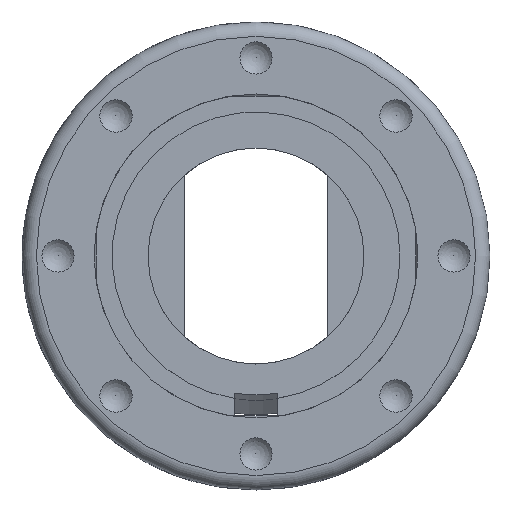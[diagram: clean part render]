
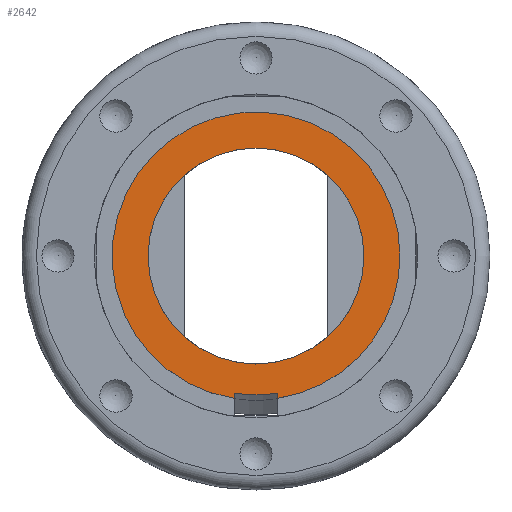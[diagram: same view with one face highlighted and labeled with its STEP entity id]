
A CAD part, top view. The second image highlights one B-rep face of the part: STEP entity #2642.
In plain terms, the highlighted planar face has unit normal (0, 0, 1).
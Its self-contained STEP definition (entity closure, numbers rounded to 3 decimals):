
#516 = CYLINDRICAL_SURFACE('',#517,15.);
#517 = AXIS2_PLACEMENT_3D('',#518,#519,#520);
#518 = CARTESIAN_POINT('',(0.,0.,-9.5)
  );
#519 = DIRECTION('',(0.,0.,1.));
#520 = DIRECTION('',(0.,1.,0.));
#1579 = VERTEX_POINT('',#1580);
#1580 = CARTESIAN_POINT('',(0.,15.,-2.));
#1601 = EDGE_CURVE('',#1579,#1579,#1602,.T.);
#1602 = SURFACE_CURVE('',#1603,(#1608,#1615),.PCURVE_S1.);
#1603 = CIRCLE('',#1604,15.);
#1604 = AXIS2_PLACEMENT_3D('',#1605,#1606,#1607);
#1605 = CARTESIAN_POINT('',(0.,0.,-2.)
  );
#1606 = DIRECTION('',(0.,0.,1.));
#1607 = DIRECTION('',(0.,1.,0.));
#1608 = PCURVE('',#516,#1609);
#1609 = DEFINITIONAL_REPRESENTATION('',(#1610),#1614);
#1610 = LINE('',#1611,#1612);
#1611 = CARTESIAN_POINT('',(-6.283,7.5));
#1612 = VECTOR('',#1613,1.);
#1613 = DIRECTION('',(1.,-0.));
#1614 = ( GEOMETRIC_REPRESENTATION_CONTEXT(2) 
PARAMETRIC_REPRESENTATION_CONTEXT() REPRESENTATION_CONTEXT('2D SPACE',''
  ) );
#1615 = PCURVE('',#1616,#1621);
#1616 = PLANE('',#1617);
#1617 = AXIS2_PLACEMENT_3D('',#1618,#1619,#1620);
#1618 = CARTESIAN_POINT('',(0.,0.,-2.));
#1619 = DIRECTION('',(0.,0.,1.));
#1620 = DIRECTION('',(0.,1.,0.));
#1621 = DEFINITIONAL_REPRESENTATION('',(#1622),#1626);
#1622 = CIRCLE('',#1623,15.);
#1623 = AXIS2_PLACEMENT_2D('',#1624,#1625);
#1624 = CARTESIAN_POINT('',(0.,0.));
#1625 = DIRECTION('',(1.,0.));
#1626 = ( GEOMETRIC_REPRESENTATION_CONTEXT(2) 
PARAMETRIC_REPRESENTATION_CONTEXT() REPRESENTATION_CONTEXT('2D SPACE',''
  ) );
#2515 = CYLINDRICAL_SURFACE('',#2516,20.);
#2516 = AXIS2_PLACEMENT_3D('',#2517,#2518,#2519);
#2517 = CARTESIAN_POINT('',(0.,0.,-2.)
  );
#2518 = DIRECTION('',(0.,0.,1.));
#2519 = DIRECTION('',(1.,0.,0.));
#2542 = CYLINDRICAL_SURFACE('',#2543,20.);
#2543 = AXIS2_PLACEMENT_3D('',#2544,#2545,#2546);
#2544 = CARTESIAN_POINT('',(0.,0.,-2.)
  );
#2545 = DIRECTION('',(0.,0.,1.));
#2546 = DIRECTION('',(1.,0.,0.));
#2642 = ADVANCED_FACE('',(#2643,#2777),#1616,.T.);
#2643 = FACE_BOUND('',#2644,.T.);
#2644 = EDGE_LOOP('',(#2645,#2671,#2695,#2721,#2753));
#2645 = ORIENTED_EDGE('',*,*,#2646,.T.);
#2646 = EDGE_CURVE('',#2647,#2649,#2651,.T.);
#2647 = VERTEX_POINT('',#2648);
#2648 = CARTESIAN_POINT('',(3.,-19.774,-2.));
#2649 = VERTEX_POINT('',#2650);
#2650 = CARTESIAN_POINT('',(20.,0.,-2.));
#2651 = SURFACE_CURVE('',#2652,(#2657,#2664),.PCURVE_S1.);
#2652 = CIRCLE('',#2653,20.);
#2653 = AXIS2_PLACEMENT_3D('',#2654,#2655,#2656);
#2654 = CARTESIAN_POINT('',(0.,0.,-2.)
  );
#2655 = DIRECTION('',(0.,0.,1.));
#2656 = DIRECTION('',(1.,0.,0.));
#2657 = PCURVE('',#1616,#2658);
#2658 = DEFINITIONAL_REPRESENTATION('',(#2659),#2663);
#2659 = CIRCLE('',#2660,20.);
#2660 = AXIS2_PLACEMENT_2D('',#2661,#2662);
#2661 = CARTESIAN_POINT('',(0.,0.));
#2662 = DIRECTION('',(0.,-1.));
#2663 = ( GEOMETRIC_REPRESENTATION_CONTEXT(2) 
PARAMETRIC_REPRESENTATION_CONTEXT() REPRESENTATION_CONTEXT('2D SPACE',''
  ) );
#2664 = PCURVE('',#2542,#2665);
#2665 = DEFINITIONAL_REPRESENTATION('',(#2666),#2670);
#2666 = LINE('',#2667,#2668);
#2667 = CARTESIAN_POINT('',(0.,0.));
#2668 = VECTOR('',#2669,1.);
#2669 = DIRECTION('',(1.,0.));
#2670 = ( GEOMETRIC_REPRESENTATION_CONTEXT(2) 
PARAMETRIC_REPRESENTATION_CONTEXT() REPRESENTATION_CONTEXT('2D SPACE',''
  ) );
#2671 = ORIENTED_EDGE('',*,*,#2672,.T.);
#2672 = EDGE_CURVE('',#2649,#2673,#2675,.T.);
#2673 = VERTEX_POINT('',#2674);
#2674 = CARTESIAN_POINT('',(-3.,-19.774,-2.));
#2675 = SURFACE_CURVE('',#2676,(#2681,#2688),.PCURVE_S1.);
#2676 = CIRCLE('',#2677,20.);
#2677 = AXIS2_PLACEMENT_3D('',#2678,#2679,#2680);
#2678 = CARTESIAN_POINT('',(0.,0.,-2.)
  );
#2679 = DIRECTION('',(0.,0.,1.));
#2680 = DIRECTION('',(1.,0.,0.));
#2681 = PCURVE('',#1616,#2682);
#2682 = DEFINITIONAL_REPRESENTATION('',(#2683),#2687);
#2683 = CIRCLE('',#2684,20.);
#2684 = AXIS2_PLACEMENT_2D('',#2685,#2686);
#2685 = CARTESIAN_POINT('',(0.,0.));
#2686 = DIRECTION('',(0.,-1.));
#2687 = ( GEOMETRIC_REPRESENTATION_CONTEXT(2) 
PARAMETRIC_REPRESENTATION_CONTEXT() REPRESENTATION_CONTEXT('2D SPACE',''
  ) );
#2688 = PCURVE('',#2515,#2689);
#2689 = DEFINITIONAL_REPRESENTATION('',(#2690),#2694);
#2690 = LINE('',#2691,#2692);
#2691 = CARTESIAN_POINT('',(0.,0.));
#2692 = VECTOR('',#2693,1.);
#2693 = DIRECTION('',(1.,0.));
#2694 = ( GEOMETRIC_REPRESENTATION_CONTEXT(2) 
PARAMETRIC_REPRESENTATION_CONTEXT() REPRESENTATION_CONTEXT('2D SPACE',''
  ) );
#2695 = ORIENTED_EDGE('',*,*,#2696,.T.);
#2696 = EDGE_CURVE('',#2673,#2697,#2699,.T.);
#2697 = VERTEX_POINT('',#2698);
#2698 = CARTESIAN_POINT('',(-3.,-19.046,-2.));
#2699 = SURFACE_CURVE('',#2700,(#2704,#2710),.PCURVE_S1.);
#2700 = LINE('',#2701,#2702);
#2701 = CARTESIAN_POINT('',(-3.,-9.845,-2.));
#2702 = VECTOR('',#2703,1.);
#2703 = DIRECTION('',(0.,1.,0.));
#2704 = PCURVE('',#1616,#2705);
#2705 = DEFINITIONAL_REPRESENTATION('',(#2706),#2709);
#2706 = B_SPLINE_CURVE_WITH_KNOTS('',1,(#2707,#2708),.UNSPECIFIED.,.F.,
  .F.,(2,2),(-10.155,-9.2),.PIECEWISE_BEZIER_KNOTS.);
#2707 = CARTESIAN_POINT('',(-20.,3.));
#2708 = CARTESIAN_POINT('',(-19.046,3.));
#2709 = ( GEOMETRIC_REPRESENTATION_CONTEXT(2) 
PARAMETRIC_REPRESENTATION_CONTEXT() REPRESENTATION_CONTEXT('2D SPACE',''
  ) );
#2710 = PCURVE('',#2711,#2716);
#2711 = PLANE('',#2712);
#2712 = AXIS2_PLACEMENT_3D('',#2713,#2714,#2715);
#2713 = CARTESIAN_POINT('',(-3.,-19.691,3.167));
#2714 = DIRECTION('',(1.,0.,0.));
#2715 = DIRECTION('',(0.,0.94,-0.342)
  );
#2716 = DEFINITIONAL_REPRESENTATION('',(#2717),#2720);
#2717 = B_SPLINE_CURVE_WITH_KNOTS('',1,(#2718,#2719),.UNSPECIFIED.,.F.,
  .F.,(2,2),(-10.155,-9.2),.PIECEWISE_BEZIER_KNOTS.);
#2718 = CARTESIAN_POINT('',(1.476,-4.961));
#2719 = CARTESIAN_POINT('',(2.373,-4.635));
#2720 = ( GEOMETRIC_REPRESENTATION_CONTEXT(2) 
PARAMETRIC_REPRESENTATION_CONTEXT() REPRESENTATION_CONTEXT('2D SPACE',''
  ) );
#2721 = ORIENTED_EDGE('',*,*,#2722,.T.);
#2722 = EDGE_CURVE('',#2697,#2723,#2725,.T.);
#2723 = VERTEX_POINT('',#2724);
#2724 = CARTESIAN_POINT('',(3.,-19.046,-2.));
#2725 = SURFACE_CURVE('',#2726,(#2731,#2738),.PCURVE_S1.);
#2726 = ELLIPSE('',#2727,20.03,18.822);
#2727 = AXIS2_PLACEMENT_3D('',#2728,#2729,#2730);
#2728 = CARTESIAN_POINT('',(0.,0.728,-2.));
#2729 = DIRECTION('',(0.,0.,1.));
#2730 = DIRECTION('',(0.,1.,0.));
#2731 = PCURVE('',#1616,#2732);
#2732 = DEFINITIONAL_REPRESENTATION('',(#2733),#2737);
#2733 = ELLIPSE('',#2734,20.03,18.822);
#2734 = AXIS2_PLACEMENT_2D('',#2735,#2736);
#2735 = CARTESIAN_POINT('',(0.728,0.));
#2736 = DIRECTION('',(1.,0.));
#2737 = ( GEOMETRIC_REPRESENTATION_CONTEXT(2) 
PARAMETRIC_REPRESENTATION_CONTEXT() REPRESENTATION_CONTEXT('2D SPACE',''
  ) );
#2738 = PCURVE('',#2739,#2744);
#2739 = CYLINDRICAL_SURFACE('',#2740,18.822);
#2740 = AXIS2_PLACEMENT_3D('',#2741,#2742,#2743);
#2741 = CARTESIAN_POINT('',(0.,0.,-4.));
#2742 = DIRECTION('',(0.,0.342,0.94)
  );
#2743 = DIRECTION('',(1.,0.,0.));
#2744 = DEFINITIONAL_REPRESENTATION('',(#2745),#2752);
#2745 = B_SPLINE_CURVE_WITH_KNOTS('',5,(#2746,#2747,#2748,#2749,#2750,
    #2751),.UNSPECIFIED.,.F.,.F.,(6,6),(2.982,3.302),
  .PIECEWISE_BEZIER_KNOTS.);
#2746 = CARTESIAN_POINT('',(4.552,-4.635));
#2747 = CARTESIAN_POINT('',(4.616,-4.705));
#2748 = CARTESIAN_POINT('',(4.68,-4.74));
#2749 = CARTESIAN_POINT('',(4.744,-4.74));
#2750 = CARTESIAN_POINT('',(4.808,-4.705));
#2751 = CARTESIAN_POINT('',(4.872,-4.635));
#2752 = ( GEOMETRIC_REPRESENTATION_CONTEXT(2) 
PARAMETRIC_REPRESENTATION_CONTEXT() REPRESENTATION_CONTEXT('2D SPACE',''
  ) );
#2753 = ORIENTED_EDGE('',*,*,#2754,.T.);
#2754 = EDGE_CURVE('',#2723,#2647,#2755,.T.);
#2755 = SURFACE_CURVE('',#2756,(#2760,#2766),.PCURVE_S1.);
#2756 = LINE('',#2757,#2758);
#2757 = CARTESIAN_POINT('',(3.,-8.73,-2.));
#2758 = VECTOR('',#2759,1.);
#2759 = DIRECTION('',(0.,-1.,0.));
#2760 = PCURVE('',#1616,#2761);
#2761 = DEFINITIONAL_REPRESENTATION('',(#2762),#2765);
#2762 = B_SPLINE_CURVE_WITH_KNOTS('',1,(#2763,#2764),.UNSPECIFIED.,.F.,
  .F.,(2,2),(10.315,11.27),.PIECEWISE_BEZIER_KNOTS.);
#2763 = CARTESIAN_POINT('',(-19.046,-3.));
#2764 = CARTESIAN_POINT('',(-20.,-3.));
#2765 = ( GEOMETRIC_REPRESENTATION_CONTEXT(2) 
PARAMETRIC_REPRESENTATION_CONTEXT() REPRESENTATION_CONTEXT('2D SPACE',''
  ) );
#2766 = PCURVE('',#2767,#2772);
#2767 = PLANE('',#2768);
#2768 = AXIS2_PLACEMENT_3D('',#2769,#2770,#2771);
#2769 = CARTESIAN_POINT('',(3.,-17.461,2.355));
#2770 = DIRECTION('',(-1.,0.,0.));
#2771 = DIRECTION('',(0.,-0.94,0.342
    ));
#2772 = DEFINITIONAL_REPRESENTATION('',(#2773),#2776);
#2773 = B_SPLINE_CURVE_WITH_KNOTS('',1,(#2774,#2775),.UNSPECIFIED.,.F.,
  .F.,(2,2),(10.315,11.27),.PIECEWISE_BEZIER_KNOTS.);
#2774 = CARTESIAN_POINT('',(0.,-4.635));
#2775 = CARTESIAN_POINT('',(0.897,-4.961));
#2776 = ( GEOMETRIC_REPRESENTATION_CONTEXT(2) 
PARAMETRIC_REPRESENTATION_CONTEXT() REPRESENTATION_CONTEXT('2D SPACE',''
  ) );
#2777 = FACE_BOUND('',#2778,.T.);
#2778 = EDGE_LOOP('',(#2779));
#2779 = ORIENTED_EDGE('',*,*,#1601,.F.);
